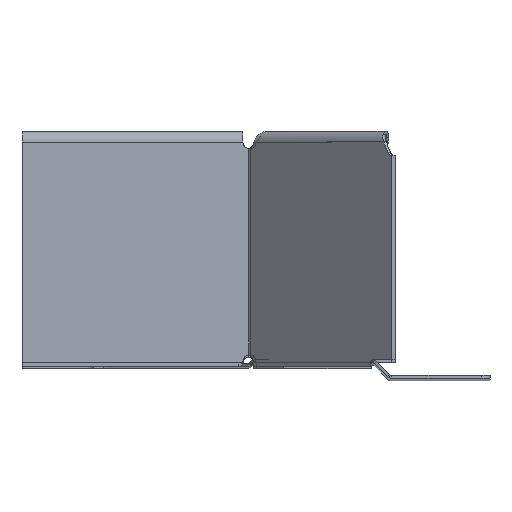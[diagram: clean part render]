
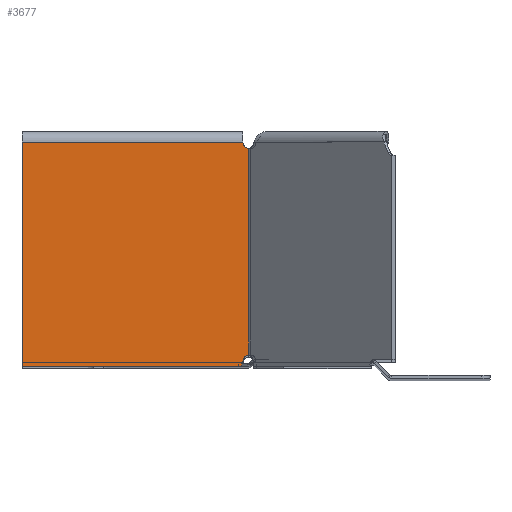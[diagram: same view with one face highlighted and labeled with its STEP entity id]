
A CAD part, top view. The second image highlights one B-rep face of the part: STEP entity #3677.
In plain terms, the highlighted face is planar.
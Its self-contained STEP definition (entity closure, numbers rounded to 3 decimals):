
#4 = LINE ( 'NONE', #4335, #4290 ) ;
#53 = DIRECTION ( 'NONE',  ( 0., 1., 0. ) ) ;
#65 = CARTESIAN_POINT ( 'NONE',  ( -76.361, 0., -6.75 ) ) ;
#77 = CIRCLE ( 'NONE', #3988, 2.25 ) ;
#82 = VECTOR ( 'NONE', #590, 1000. ) ;
#94 = CARTESIAN_POINT ( 'NONE',  ( 0., 1.75, -6.75 ) ) ;
#103 = DIRECTION ( 'NONE',  ( 1., 0., 0. ) ) ;
#264 = ORIENTED_EDGE ( 'NONE', *, *, #696, .F. ) ;
#331 = CARTESIAN_POINT ( 'NONE',  ( -79.187, 0., -6.75 ) ) ;
#338 = CARTESIAN_POINT ( 'NONE',  ( -79.187, 3.969, -6.75 ) ) ;
#390 = CARTESIAN_POINT ( 'NONE',  ( -76.361, 0., -6.75 ) ) ;
#420 = EDGE_CURVE ( 'NONE', #5349, #3508, #4, .T. ) ;
#477 = CARTESIAN_POINT ( 'NONE',  ( -76.547, 0.607, -6.75 ) ) ;
#503 = VERTEX_POINT ( 'NONE', #2977 ) ;
#590 = DIRECTION ( 'NONE',  ( -1., 0., 0. ) ) ;
#599 = LINE ( 'NONE', #3725, #3534 ) ;
#606 = CARTESIAN_POINT ( 'NONE',  ( 0., 1.75, -6.75 ) ) ;
#696 = EDGE_CURVE ( 'NONE', #3983, #5592, #1154, .T. ) ;
#779 = VERTEX_POINT ( 'NONE', #838 ) ;
#788 = DIRECTION ( 'NONE',  ( 0., 0., 1. ) ) ;
#838 = CARTESIAN_POINT ( 'NONE',  ( -78.98, 3.969, -6.75 ) ) ;
#885 = DIRECTION ( 'NONE',  ( 0., 0., -1. ) ) ;
#925 = CARTESIAN_POINT ( 'NONE',  ( -77.1, 1.75, -6.75 ) ) ;
#999 = CARTESIAN_POINT ( 'NONE',  ( -78.98, 3.969, -6.75 ) ) ;
#1154 = LINE ( 'NONE', #331, #1231 ) ;
#1231 = VECTOR ( 'NONE', #5223, 1000. ) ;
#1300 = CIRCLE ( 'NONE', #3714, 2.25 ) ;
#1412 = EDGE_CURVE ( 'NONE', #4874, #5349, #5487, .T. ) ;
#1413 = ORIENTED_EDGE ( 'NONE', *, *, #1412, .T. ) ;
#1562 = VECTOR ( 'NONE', #3100, 1000. ) ;
#1666 = CARTESIAN_POINT ( 'NONE',  ( -206.54, 0., -6.75 ) ) ;
#1715 = CARTESIAN_POINT ( 'NONE',  ( -79.187, 76.031, -6.75 ) ) ;
#1734 = CARTESIAN_POINT ( 'NONE',  ( 0., 0., -6.75 ) ) ;
#1742 = CARTESIAN_POINT ( 'NONE',  ( -76.443, 0.306, -6.75 ) ) ;
#1809 = CARTESIAN_POINT ( 'NONE',  ( -79.35, 78.25, -6.75 ) ) ;
#1820 = EDGE_CURVE ( 'NONE', #4874, #503, #3475, .T. ) ;
#1841 = CARTESIAN_POINT ( 'NONE',  ( -79.35, 1.75, -6.75 ) ) ;
#1921 = EDGE_CURVE ( 'NONE', #779, #5592, #2834, .T. ) ;
#1960 = VERTEX_POINT ( 'NONE', #2311 ) ;
#2026 = CARTESIAN_POINT ( 'NONE',  ( -78.98, 76.031, -6.75 ) ) ;
#2101 = DIRECTION ( 'NONE',  ( -1., 0., 0. ) ) ;
#2245 = DIRECTION ( 'NONE',  ( 0., 0., -1. ) ) ;
#2311 = CARTESIAN_POINT ( 'NONE',  ( -77.1, 1.75, -6.75 ) ) ;
#2516 = FACE_OUTER_BOUND ( 'NONE', #4560, .T. ) ;
#2570 = EDGE_CURVE ( 'NONE', #1960, #3508, #3935, .T. ) ;
#2775 = DIRECTION ( 'NONE',  ( -1., 0., 0. ) ) ;
#2812 = LINE ( 'NONE', #4585, #82 ) ;
#2834 = LINE ( 'NONE', #999, #4817 ) ;
#2852 = ORIENTED_EDGE ( 'NONE', *, *, #2570, .F. ) ;
#2977 = CARTESIAN_POINT ( 'NONE',  ( 0., 78.25, -6.75 ) ) ;
#3079 = ORIENTED_EDGE ( 'NONE', *, *, #1820, .F. ) ;
#3100 = DIRECTION ( 'NONE',  ( 0., 1., 0. ) ) ;
#3143 = EDGE_CURVE ( 'NONE', #3482, #3983, #2812, .T. ) ;
#3254 = CARTESIAN_POINT ( 'NONE',  ( -77.1, 78.25, -6.75 ) ) ;
#3389 = VERTEX_POINT ( 'NONE', #3254 ) ;
#3475 = LINE ( 'NONE', #1734, #1562 ) ;
#3482 = VERTEX_POINT ( 'NONE', #2026 ) ;
#3508 = VERTEX_POINT ( 'NONE', #65 ) ;
#3533 = CARTESIAN_POINT ( 'NONE',  ( 0., 0., -6.75 ) ) ;
#3534 = VECTOR ( 'NONE', #103, 1000. ) ;
#3614 = DIRECTION ( 'NONE',  ( 0., 1., 0. ) ) ;
#3677 = ADVANCED_FACE ( 'NONE', ( #2516 ), #5125, .F. ) ;
#3714 = AXIS2_PLACEMENT_3D ( 'NONE', #1809, #2245, #53 ) ;
#3725 = CARTESIAN_POINT ( 'NONE',  ( -206.54, 78.25, -6.75 ) ) ;
#3816 = DIRECTION ( 'NONE',  ( 0., 1., 0. ) ) ;
#3935 = B_SPLINE_CURVE_WITH_KNOTS ( 'NONE', 3,
 ( #925, #4472, #4438, #477, #1742, #390 ),
 .UNSPECIFIED., .F., .F.,
 ( 4, 2, 4 ),
 ( 0.005, 0.006, 0.006 ),
 .UNSPECIFIED. ) ;
#3983 = VERTEX_POINT ( 'NONE', #1715 ) ;
#3988 = AXIS2_PLACEMENT_3D ( 'NONE', #1841, #885, #3614 ) ;
#4121 = ORIENTED_EDGE ( 'NONE', *, *, #5087, .T. ) ;
#4129 = ORIENTED_EDGE ( 'NONE', *, *, #4332, .F. ) ;
#4182 = AXIS2_PLACEMENT_3D ( 'NONE', #1666, #788, #3816 ) ;
#4284 = ORIENTED_EDGE ( 'NONE', *, *, #4655, .F. ) ;
#4290 = VECTOR ( 'NONE', #2101, 1000. ) ;
#4332 = EDGE_CURVE ( 'NONE', #779, #1960, #77, .T. ) ;
#4335 = CARTESIAN_POINT ( 'NONE',  ( -206.54, 0., -6.75 ) ) ;
#4352 = ORIENTED_EDGE ( 'NONE', *, *, #3143, .F. ) ;
#4438 = CARTESIAN_POINT ( 'NONE',  ( -76.8, 1.19, -6.75 ) ) ;
#4472 = CARTESIAN_POINT ( 'NONE',  ( -76.95, 1.47, -6.75 ) ) ;
#4519 = DIRECTION ( 'NONE',  ( 0., -1., 0. ) ) ;
#4560 = EDGE_LOOP ( 'NONE', ( #4129, #4691, #264, #4352, #4284, #4121, #3079, #1413, #5418, #2852 ) ) ;
#4585 = CARTESIAN_POINT ( 'NONE',  ( -206.54, 76.031, -6.75 ) ) ;
#4655 = EDGE_CURVE ( 'NONE', #3389, #3482, #1300, .T. ) ;
#4691 = ORIENTED_EDGE ( 'NONE', *, *, #1921, .T. ) ;
#4817 = VECTOR ( 'NONE', #2775, 1000. ) ;
#4874 = VERTEX_POINT ( 'NONE', #606 ) ;
#5087 = EDGE_CURVE ( 'NONE', #3389, #503, #599, .T. ) ;
#5125 = PLANE ( 'NONE',  #4182 ) ;
#5223 = DIRECTION ( 'NONE',  ( 0., -1., 0. ) ) ;
#5349 = VERTEX_POINT ( 'NONE', #3533 ) ;
#5418 = ORIENTED_EDGE ( 'NONE', *, *, #420, .T. ) ;
#5487 = LINE ( 'NONE', #94, #5606 ) ;
#5592 = VERTEX_POINT ( 'NONE', #338 ) ;
#5606 = VECTOR ( 'NONE', #4519, 1000. ) ;
